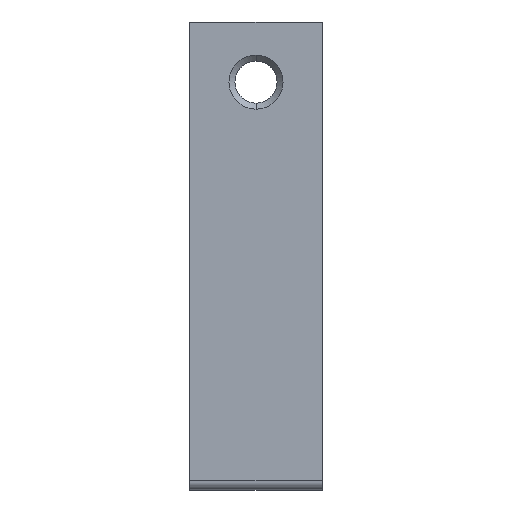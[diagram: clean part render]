
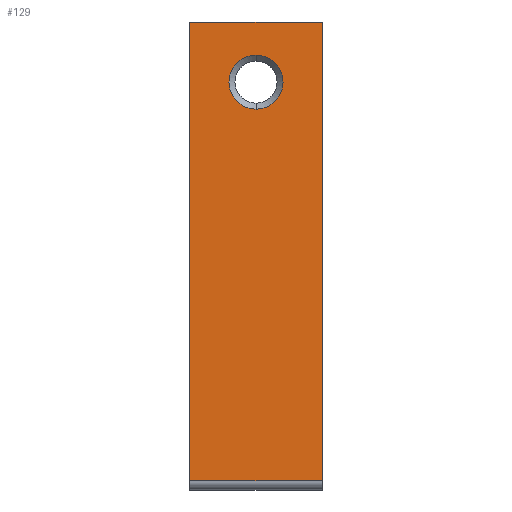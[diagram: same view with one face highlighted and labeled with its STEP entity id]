
A CAD part, front view. The second image highlights one B-rep face of the part: STEP entity #129.
In plain terms, the highlighted planar face has unit normal (0, -1, 0).
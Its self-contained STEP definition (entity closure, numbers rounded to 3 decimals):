
#81 = EDGE_CURVE ( 'NONE', #622, #842, #640, .T. ) ;
#124 = DIRECTION ( 'NONE',  ( -1., 0., 0. ) ) ;
#129 = ADVANCED_FACE ( 'NONE', ( #942, #992 ), #569, .F. ) ;
#132 = DIRECTION ( 'NONE',  ( 0., 0., 1. ) ) ;
#211 = LINE ( 'NONE', #771, #965 ) ;
#225 = ORIENTED_EDGE ( 'NONE', *, *, #81, .T. ) ;
#277 = DIRECTION ( 'NONE',  ( 0., 1., 0. ) ) ;
#339 = VECTOR ( 'NONE', #1175, 1000. ) ;
#365 = AXIS2_PLACEMENT_3D ( 'NONE', #809, #1034, #1145 ) ;
#385 = CARTESIAN_POINT ( 'NONE',  ( -11., 0., 80. ) ) ;
#397 = AXIS2_PLACEMENT_3D ( 'NONE', #567, #558, #530 ) ;
#430 = CIRCLE ( 'NONE', #741, 4.5 ) ;
#445 = EDGE_CURVE ( 'NONE', #684, #881, #719, .T. ) ;
#455 = CARTESIAN_POINT ( 'NONE',  ( 11., 0., 80. ) ) ;
#515 = ORIENTED_EDGE ( 'NONE', *, *, #1081, .F. ) ;
#530 = DIRECTION ( 'NONE',  ( 0., 0., 1. ) ) ;
#541 = CARTESIAN_POINT ( 'NONE',  ( 0., 0., 74.5 ) ) ;
#558 = DIRECTION ( 'NONE',  ( 0., 1., 0. ) ) ;
#560 = VECTOR ( 'NONE', #1143, 1000. ) ;
#561 = ORIENTED_EDGE ( 'NONE', *, *, #445, .T. ) ;
#567 = CARTESIAN_POINT ( 'NONE',  ( 11., 0., 80. ) ) ;
#569 = PLANE ( 'NONE',  #397 ) ;
#593 = DIRECTION ( 'NONE',  ( 0., 0., -1. ) ) ;
#621 = ORIENTED_EDGE ( 'NONE', *, *, #1180, .T. ) ;
#622 = VERTEX_POINT ( 'NONE', #973 ) ;
#627 = EDGE_CURVE ( 'NONE', #832, #1150, #211, .T. ) ;
#640 = CIRCLE ( 'NONE', #365, 4.5 ) ;
#684 = VERTEX_POINT ( 'NONE', #1463 ) ;
#696 = VECTOR ( 'NONE', #593, 1000. ) ;
#719 = LINE ( 'NONE', #1248, #339 ) ;
#741 = AXIS2_PLACEMENT_3D ( 'NONE', #1137, #277, #132 ) ;
#766 = CARTESIAN_POINT ( 'NONE',  ( 11., 0., 80. ) ) ;
#771 = CARTESIAN_POINT ( 'NONE',  ( 11., 0., 80. ) ) ;
#809 = CARTESIAN_POINT ( 'NONE',  ( 0., 0., 70. ) ) ;
#832 = VERTEX_POINT ( 'NONE', #766 ) ;
#842 = VERTEX_POINT ( 'NONE', #541 ) ;
#853 = EDGE_LOOP ( 'NONE', ( #225, #621 ) ) ;
#881 = VERTEX_POINT ( 'NONE', #1117 ) ;
#942 = FACE_BOUND ( 'NONE', #853, .T. ) ;
#965 = VECTOR ( 'NONE', #124, 1000. ) ;
#973 = CARTESIAN_POINT ( 'NONE',  ( 0., 0., 65.5 ) ) ;
#992 = FACE_OUTER_BOUND ( 'NONE', #1426, .T. ) ;
#1034 = DIRECTION ( 'NONE',  ( 0., 1., 0. ) ) ;
#1081 = EDGE_CURVE ( 'NONE', #832, #881, #1190, .T. ) ;
#1097 = LINE ( 'NONE', #1136, #560 ) ;
#1104 = EDGE_CURVE ( 'NONE', #1150, #684, #1097, .T. ) ;
#1117 = CARTESIAN_POINT ( 'NONE',  ( 11., 0., 3.621 ) ) ;
#1136 = CARTESIAN_POINT ( 'NONE',  ( -11., 0., 80. ) ) ;
#1137 = CARTESIAN_POINT ( 'NONE',  ( 0., 0., 70. ) ) ;
#1143 = DIRECTION ( 'NONE',  ( 0., 0., -1. ) ) ;
#1145 = DIRECTION ( 'NONE',  ( 0., 0., 1. ) ) ;
#1150 = VERTEX_POINT ( 'NONE', #385 ) ;
#1175 = DIRECTION ( 'NONE',  ( 1., 0., 0. ) ) ;
#1180 = EDGE_CURVE ( 'NONE', #842, #622, #430, .T. ) ;
#1190 = LINE ( 'NONE', #455, #696 ) ;
#1248 = CARTESIAN_POINT ( 'NONE',  ( 11., 0., 3.621 ) ) ;
#1255 = ORIENTED_EDGE ( 'NONE', *, *, #1104, .T. ) ;
#1426 = EDGE_LOOP ( 'NONE', ( #1255, #561, #515, #1454 ) ) ;
#1454 = ORIENTED_EDGE ( 'NONE', *, *, #627, .T. ) ;
#1463 = CARTESIAN_POINT ( 'NONE',  ( -11., 0., 3.621 ) ) ;
